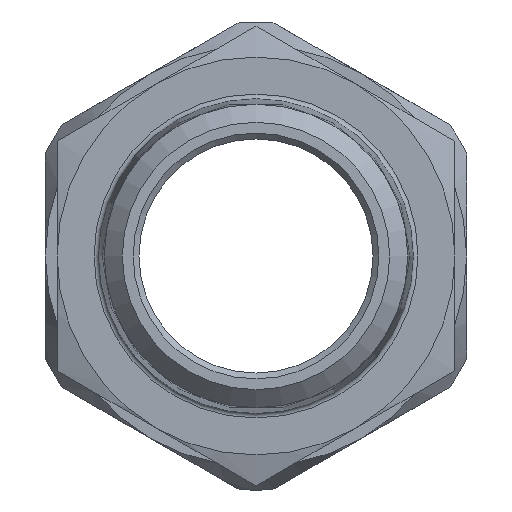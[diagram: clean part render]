
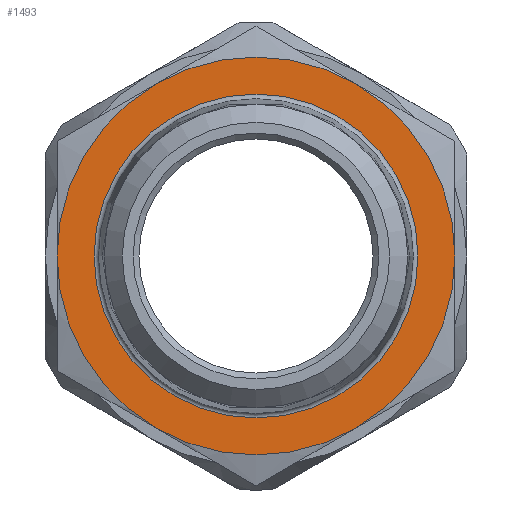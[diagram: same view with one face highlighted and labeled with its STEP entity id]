
A CAD part, left-side view. The second image highlights one B-rep face of the part: STEP entity #1493.
In plain terms, the highlighted planar face has unit normal (-1, 0, 0).
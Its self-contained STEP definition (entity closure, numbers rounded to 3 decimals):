
#71=FACE_BOUND('',#424,.T.);
#95=PLANE('',#1716);
#325=FACE_OUTER_BOUND('',#423,.T.);
#423=EDGE_LOOP('',(#1336,#1337,#1338,#1339,#1340,#1341));
#424=EDGE_LOOP('',(#1342,#1343));
#537=CIRCLE('',#1684,17.);
#538=CIRCLE('',#1686,17.);
#539=CIRCLE('',#1688,17.);
#540=CIRCLE('',#1690,17.);
#541=CIRCLE('',#1692,17.);
#542=CIRCLE('',#1694,17.);
#552=CIRCLE('',#1717,13.838);
#553=CIRCLE('',#1718,13.838);
#683=VERTEX_POINT('',#2649);
#685=VERTEX_POINT('',#2654);
#686=VERTEX_POINT('',#2660);
#688=VERTEX_POINT('',#2670);
#691=VERTEX_POINT('',#2684);
#693=VERTEX_POINT('',#2694);
#704=VERTEX_POINT('',#2749);
#705=VERTEX_POINT('',#2750);
#887=EDGE_CURVE('',#683,#685,#537,.T.);
#890=EDGE_CURVE('',#686,#683,#538,.T.);
#893=EDGE_CURVE('',#688,#686,#539,.T.);
#895=EDGE_CURVE('',#691,#688,#540,.T.);
#898=EDGE_CURVE('',#693,#691,#541,.T.);
#901=EDGE_CURVE('',#685,#693,#542,.T.);
#922=EDGE_CURVE('',#704,#705,#552,.T.);
#923=EDGE_CURVE('',#705,#704,#553,.T.);
#1336=ORIENTED_EDGE('',*,*,#890,.T.);
#1337=ORIENTED_EDGE('',*,*,#887,.T.);
#1338=ORIENTED_EDGE('',*,*,#901,.T.);
#1339=ORIENTED_EDGE('',*,*,#898,.T.);
#1340=ORIENTED_EDGE('',*,*,#895,.T.);
#1341=ORIENTED_EDGE('',*,*,#893,.T.);
#1342=ORIENTED_EDGE('',*,*,#922,.F.);
#1343=ORIENTED_EDGE('',*,*,#923,.F.);
#1493=ADVANCED_FACE('',(#325,#71),#95,.T.);
#1684=AXIS2_PLACEMENT_3D('',#2658,#2093,#2094);
#1686=AXIS2_PLACEMENT_3D('',#2668,#2097,#2098);
#1688=AXIS2_PLACEMENT_3D('',#2678,#2101,#2102);
#1690=AXIS2_PLACEMENT_3D('',#2685,#2105,#2106);
#1692=AXIS2_PLACEMENT_3D('',#2695,#2109,#2110);
#1694=AXIS2_PLACEMENT_3D('',#2704,#2113,#2114);
#1716=AXIS2_PLACEMENT_3D('',#2748,#2167,#2168);
#1717=AXIS2_PLACEMENT_3D('',#2751,#2169,#2170);
#1718=AXIS2_PLACEMENT_3D('',#2752,#2171,#2172);
#2093=DIRECTION('center_axis',(-1.,0.,0.));
#2094=DIRECTION('ref_axis',(0.,-0.5,0.866));
#2097=DIRECTION('center_axis',(-1.,0.,0.));
#2098=DIRECTION('ref_axis',(0.,-0.5,0.866));
#2101=DIRECTION('center_axis',(-1.,0.,0.));
#2102=DIRECTION('ref_axis',(0.,-0.5,0.866));
#2105=DIRECTION('center_axis',(-1.,0.,0.));
#2106=DIRECTION('ref_axis',(0.,-0.5,0.866));
#2109=DIRECTION('center_axis',(-1.,0.,0.));
#2110=DIRECTION('ref_axis',(0.,-0.5,0.866));
#2113=DIRECTION('center_axis',(-1.,0.,0.));
#2114=DIRECTION('ref_axis',(0.,-0.5,0.866));
#2167=DIRECTION('center_axis',(-1.,0.,0.));
#2168=DIRECTION('ref_axis',(0.,-0.5,0.866));
#2169=DIRECTION('center_axis',(-1.,0.,0.));
#2170=DIRECTION('ref_axis',(0.,0.5,-0.866));
#2171=DIRECTION('center_axis',(-1.,0.,0.));
#2172=DIRECTION('ref_axis',(0.,0.5,-0.866));
#2649=CARTESIAN_POINT('',(-63.5,8.5,14.722));
#2654=CARTESIAN_POINT('',(-63.5,17.,0.));
#2658=CARTESIAN_POINT('Origin',(-63.5,0.,0.));
#2660=CARTESIAN_POINT('',(-63.5,-8.5,14.722));
#2668=CARTESIAN_POINT('Origin',(-63.5,0.,0.));
#2670=CARTESIAN_POINT('',(-63.5,-17.,0.));
#2678=CARTESIAN_POINT('Origin',(-63.5,0.,0.));
#2684=CARTESIAN_POINT('',(-63.5,-8.5,-14.722));
#2685=CARTESIAN_POINT('Origin',(-63.5,0.,0.));
#2694=CARTESIAN_POINT('',(-63.5,8.5,-14.722));
#2695=CARTESIAN_POINT('Origin',(-63.5,0.,0.));
#2704=CARTESIAN_POINT('Origin',(-63.5,0.,0.));
#2748=CARTESIAN_POINT('Origin',(-63.5,-7.612,13.185));
#2749=CARTESIAN_POINT('',(-63.5,-6.919,11.984));
#2750=CARTESIAN_POINT('',(-63.5,6.919,-11.984));
#2751=CARTESIAN_POINT('Origin',(-63.5,0.,0.));
#2752=CARTESIAN_POINT('Origin',(-63.5,0.,0.));
